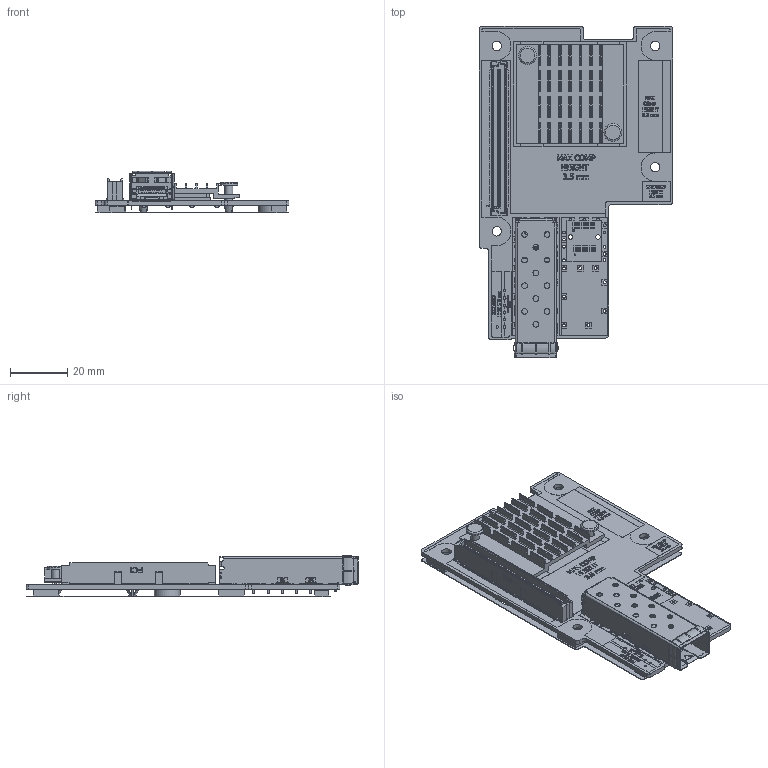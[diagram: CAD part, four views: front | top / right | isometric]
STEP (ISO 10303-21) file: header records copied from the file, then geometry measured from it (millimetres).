
FILE_DESCRIPTION(/* description */ ('HARRIER-3G NIC PCB WITH NCSI'),/* implementation_level */ '2;1');
FILE_NAME(/* name */ 'MCX341A-XCPN_A401.stp',/* time_stamp */ '2016-05-02T09:58:15+03:00',/* author */ ('yossin'),/* organization */ (''),/* preprocessor_version */ 'ST-DEVELOPER v16.1',/* originating_system */ 'Autodesk Inventor 2016',/* authorisation */ '');
FILE_SCHEMA (('AUTOMOTIVE_DESIGN { 1 0 10303 214 3 1 1 }'));
Products named in the file (20): PCB000834 ; TOP-SHELL-6; BOTTOM-SHELL-6; TOP-EMISPRINGS-2; SIDESPRINGS-2; BOTTOMSPRINGS-2; CON000667; CON000114; CX3 CHIP; HSK000035; HSR-50A(N)-13C.; MEC005198; LED000042; LED000043; MEC008621; MEC007508; MEC008344; MEC008620; CON000629; SFG001164-DRW
Assembly tree (26 placements, depth 3):
  SFG001164-DRW
    PCB000834 
    CON000629
    CON000667
      TOP-SHELL-6
      BOTTOM-SHELL-6
      TOP-EMISPRINGS-2
      SIDESPRINGS-2  x2
      BOTTOMSPRINGS-2
    CON000114
    CX3 CHIP
    HSK000035
    MEC005198  x2
      HSR-50A(N)-13C.
    LED000042  x2
    LED000043  x2
    MEC008620
      MEC008621
      MEC007508  x4
      MEC008344
Bounding box: 68 x 116.4 x 14.57 mm (x, y, z)
Volume: 15444.4 mm3; surface area: 37840.4 mm2
Topology: 24 solids, 2409 shells, 8097 faces, 27911 edges, 22593 vertices
Faces by surface type: plane 6211, cylinder 932, bspline 917, torus 16, cone 11, sphere 10
Full cylindrical faces by diameter (mm): 0.045 x1, 0.5 x4, 0.8 x1, 0.85 x9, 0.95 x18, 1.05 x20, 1.2 x1, 1.4 x1, 1.5 x12, 1.55 x4, 2 x12, 2.8 x2, 3 x2, 3.3 x6, 3.7 x4, 3.8 x4, 4 x2, 6 x2, 6.2 x2, 10 x2
Entity records: 307926 total; most frequent: CARTESIAN_POINT 71506, ORIENTED_EDGE 42269, DIRECTION 41695, EDGE_CURVE 27355, LINE 23637, VECTOR 23637, VERTEX_POINT 22303, AXIS2_PLACEMENT_3D 9029
